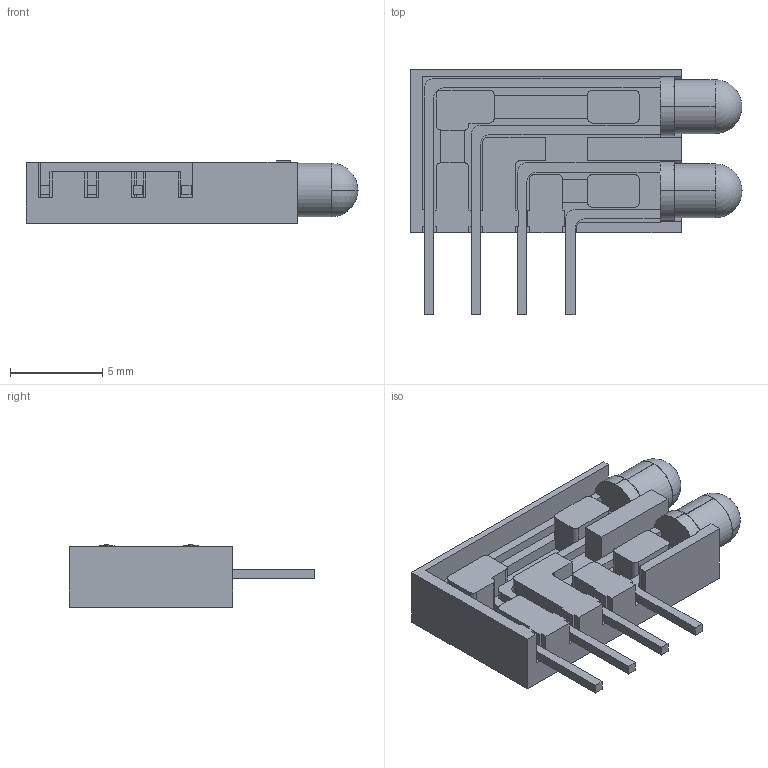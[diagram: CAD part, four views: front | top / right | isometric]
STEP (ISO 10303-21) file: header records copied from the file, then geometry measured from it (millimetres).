
FILE_DESCRIPTION (( 'STEP AP214' ), '1' );
FILE_NAME ('5682F_Series.STEP', '2019-06-26T22:32:48', ( 'user' ), ( 'Microsoft' ), 'SwSTEP 2.0', 'SolidWorks 2018', '' );
FILE_SCHEMA (( 'AUTOMOTIVE_DESIGN' ));
Length unit declared in the file: inch
Products named in the file (4): 4303F21 assy 5682F; 4303F21; F24971BKRY-B; 5682F_Series
Assembly tree (3 placements, depth 2):
  5682F_Series
    F24971BKRY-B
    4303F21
    4303F21 assy 5682F
Bounding box: 18.03 x 13.34 x 3.39 mm (x, y, z)
Volume: 286 mm3; surface area: 914.2 mm2
Topology: 3 solids, 5 shells, 189 faces, 510 edges, 331 vertices
Faces by surface type: plane 133, cylinder 48, sphere 8
Entity records: 6846 total; most frequent: CARTESIAN_POINT 1028, DIRECTION 1008, ORIENTED_EDGE 1004, EDGE_CURVE 502, VECTOR 386, LINE 386, VERTEX_POINT 331, AXIS2_PLACEMENT_3D 311
